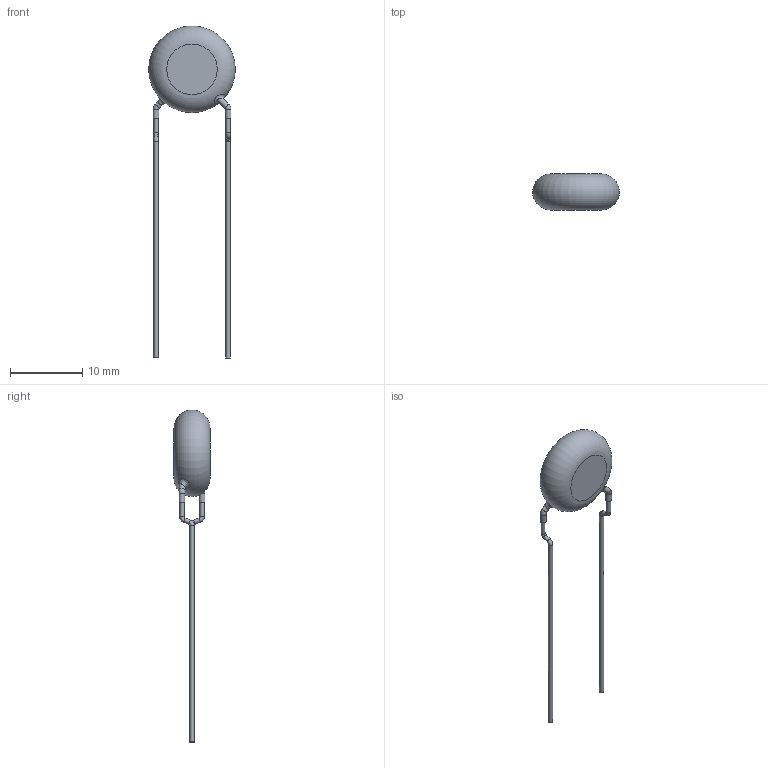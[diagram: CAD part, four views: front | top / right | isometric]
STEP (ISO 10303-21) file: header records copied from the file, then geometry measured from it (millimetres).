
FILE_DESCRIPTION((''),'2;1');
FILE_NAME('VY1222M47Y5UQ63V0.stp','2015-09-01T10:36:12',('sherden'),(''),'Autodesk Inventor 2013','Autodesk Inventor 2013','');
FILE_SCHEMA(('CONFIG_CONTROL_DESIGN'));
Length unit declared in the file: millimetre
Products named in the file (1): VY1222M47Y5UQ63V0
Bounding box: 12 x 5 x 46 mm (x, y, z)
Volume: 496.6 mm3; surface area: 471.6 mm2
Topology: 1 solids, 1 shells, 25 faces, 45 edges, 26 vertices
Faces by surface type: cylinder 10, torus 7, plane 6, bspline 2
Full cylindrical faces by diameter (mm): 0.6 x6, 0.8 x4
Entity records: 827 total; most frequent: CARTESIAN_POINT 350, DIRECTION 92, ORIENTED_EDGE 52, AXIS2_PLACEMENT_3D 46, EDGE_LOOP 46, EDGE_CURVE 26, STYLED_ITEM 26, FACE_OUTER_BOUND 25
